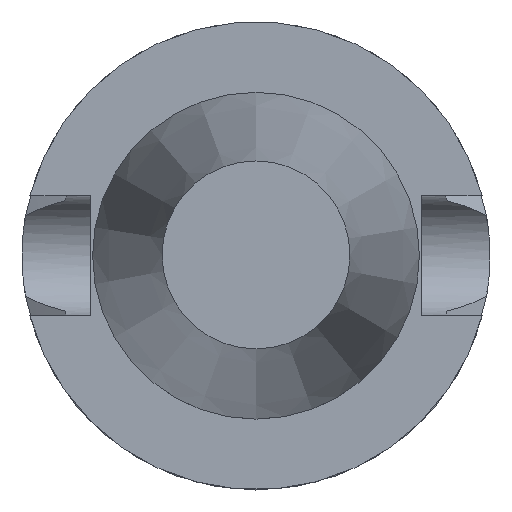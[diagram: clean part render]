
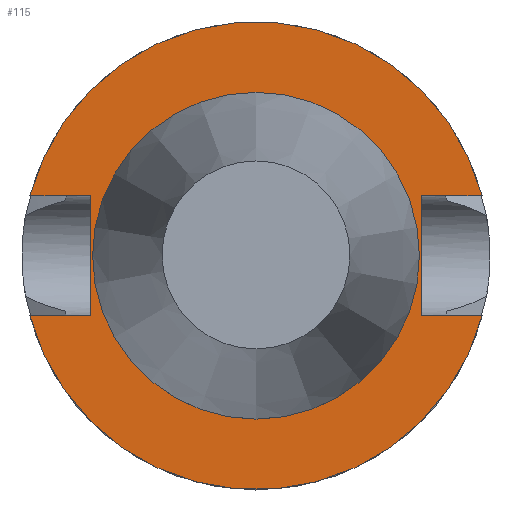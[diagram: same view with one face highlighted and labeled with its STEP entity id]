
A CAD part, top view. The second image highlights one B-rep face of the part: STEP entity #115.
In plain terms, the highlighted planar face has unit normal (0, 0, 1).
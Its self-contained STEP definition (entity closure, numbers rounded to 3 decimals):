
#115=ADVANCED_FACE('240[2]',(#341,#342),#343,.T.);
#127=EDGE_CURVE('240[2]',#361,#362,#363,.T.);
#133=EDGE_CURVE('240[2]',#371,#372,#373,.T.);
#152=EDGE_CURVE('240[2]',#372,#400,#401,.T.);
#176=EDGE_CURVE('240[2]',#411,#436,#437,.T.);
#190=EDGE_CURVE('240[2]',#362,#417,#456,.T.);
#234=EDGE_CURVE('240[2]',#417,#411,#517,.T.);
#246=EDGE_CURVE('240[2]',#400,#361,#533,.T.);
#276=EDGE_CURVE('240[2]',#574,#574,#575,.T.);
#322=EDGE_CURVE('240[2]',#436,#371,#632,.T.);
#341=FACE_OUTER_BOUND('',#642,.T.);
#342=FACE_BOUND('',#643,.T.);
#343=PLANE('',#644);
#361=VERTEX_POINT('',#677);
#362=VERTEX_POINT('',#678);
#363=CIRCLE('',#679,50.);
#371=VERTEX_POINT('',#701);
#372=VERTEX_POINT('',#702);
#373=LINE('',#703,#704);
#400=VERTEX_POINT('',#747);
#401=LINE('',#748,#749);
#411=VERTEX_POINT('',#773);
#417=VERTEX_POINT('',#782);
#436=VERTEX_POINT('',#806);
#437=LINE('',#807,#808);
#456=LINE('',#836,#837);
#517=LINE('',#1041,#1042);
#533=LINE('',#1073,#1074);
#574=VERTEX_POINT('',#1130);
#575=CIRCLE('',#1131,34.925);
#632=CIRCLE('',#1325,50.);
#642=EDGE_LOOP('',(#1328,#1329,#1330,#1331,#1332,#1333,#1334,#1335));
#643=EDGE_LOOP('',(#1336));
#644=AXIS2_PLACEMENT_3D('',#1337,#1338,#1339);
#677=CARTESIAN_POINT('',(-48.321,-12.85,-1.5));
#678=CARTESIAN_POINT('',(48.321,-12.85,-1.5));
#679=AXIS2_PLACEMENT_3D('',#1361,#1362,#1363);
#701=CARTESIAN_POINT('',(-48.321,12.85,-1.5));
#702=CARTESIAN_POINT('',(-35.4,12.85,-1.5));
#703=CARTESIAN_POINT('',(-17.7,12.85,-1.5));
#704=VECTOR('',#1367,1.0);
#747=CARTESIAN_POINT('',(-35.4,-12.85,-1.5));
#748=CARTESIAN_POINT('',(-35.4,14.806,-1.5));
#749=VECTOR('',#1407,1.0);
#773=CARTESIAN_POINT('',(35.4,12.85,-1.5));
#782=CARTESIAN_POINT('',(35.4,-12.85,-1.5));
#806=CARTESIAN_POINT('',(48.321,12.85,-1.5));
#807=CARTESIAN_POINT('',(17.7,12.85,-1.5));
#808=VECTOR('',#1438,1.0);
#836=CARTESIAN_POINT('',(17.7,-12.85,-1.5));
#837=VECTOR('',#1462,1.0);
#1041=CARTESIAN_POINT('',(35.4,21.231,-1.5));
#1042=VECTOR('',#1515,1.0);
#1073=CARTESIAN_POINT('',(-17.7,-12.85,-1.5));
#1074=VECTOR('',#1533,1.0);
#1130=CARTESIAN_POINT('',(0.,34.925,-1.5));
#1131=AXIS2_PLACEMENT_3D('',#1587,#1588,#1589);
#1325=AXIS2_PLACEMENT_3D('',#1649,#1650,#1651);
#1328=ORIENTED_EDGE('',*,*,#246,.T.);
#1329=ORIENTED_EDGE('',*,*,#127,.T.);
#1330=ORIENTED_EDGE('',*,*,#190,.T.);
#1331=ORIENTED_EDGE('',*,*,#234,.T.);
#1332=ORIENTED_EDGE('',*,*,#176,.T.);
#1333=ORIENTED_EDGE('',*,*,#322,.T.);
#1334=ORIENTED_EDGE('',*,*,#133,.T.);
#1335=ORIENTED_EDGE('',*,*,#152,.T.);
#1336=ORIENTED_EDGE('',*,*,#276,.F.);
#1337=CARTESIAN_POINT('',(0.,42.463,-1.5));
#1338=DIRECTION('',(0.,0.,1.0));
#1339=DIRECTION('',(1.0,0.,0.0));
#1361=CARTESIAN_POINT('',(0.,0.,-1.5));
#1362=DIRECTION('',(0.,0.,1.0));
#1363=DIRECTION('',(0.,1.0,0.));
#1367=DIRECTION('',(1.0,-0.0,0.));
#1407=DIRECTION('',(0.0,-1.0,0.));
#1438=DIRECTION('',(1.0,-0.0,0.));
#1462=DIRECTION('',(-1.0,-0.0,0.));
#1515=DIRECTION('',(0.0,1.0,0.));
#1533=DIRECTION('',(-1.0,-0.0,0.));
#1587=CARTESIAN_POINT('',(0.,0.,-1.5));
#1588=DIRECTION('',(0.,0.,1.0));
#1589=DIRECTION('',(0.,1.0,0.));
#1649=CARTESIAN_POINT('',(0.,0.,-1.5));
#1650=DIRECTION('',(0.,0.,1.0));
#1651=DIRECTION('',(0.,1.0,0.));
